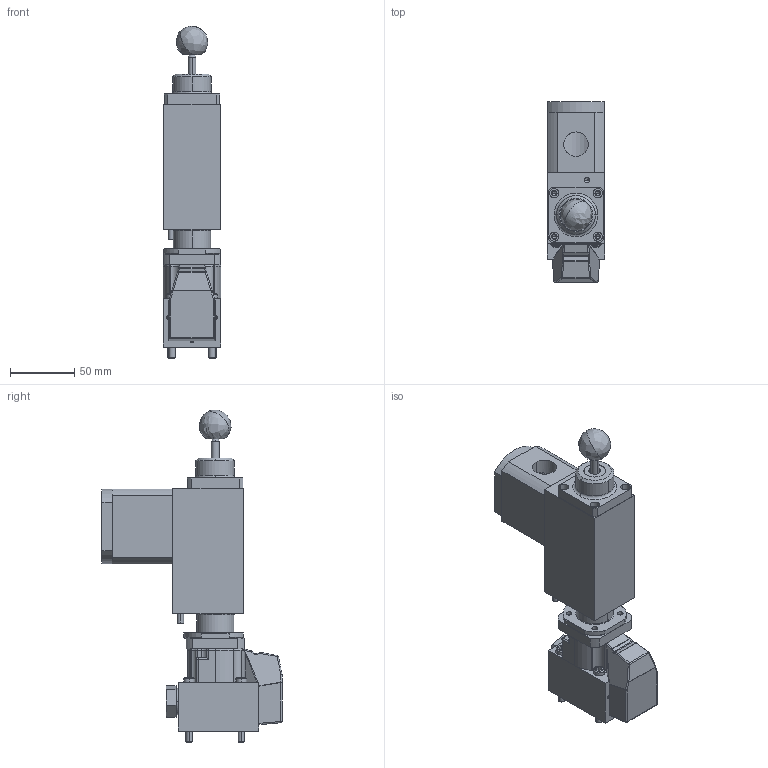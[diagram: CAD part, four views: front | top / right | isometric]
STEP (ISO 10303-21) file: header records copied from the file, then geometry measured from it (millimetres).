
FILE_DESCRIPTION (( 'STEP AP214' ), '1' );
FILE_NAME ('M3-SEW6-800800.STEP', '2016-01-20T09:37:48', ( '' ), ( '' ), 'SwSTEP 2.0', 'SolidWorks 2012', '' );
FILE_SCHEMA (( 'AUTOMOTIVE_DESIGN' ));
Length unit declared in the file: millimetre
Products named in the file (1): M3-SEW6-800800
Bounding box: 45 x 140 x 258.03 mm (x, y, z)
Volume: 467037.5 mm3; surface area: 138313.6 mm2
Topology: 16 solids, 16 shells, 826 faces, 2059 edges, 1264 vertices
Faces by surface type: cylinder 344, plane 182, cone 160, bspline 103, torus 37
Entity records: 39974 total; most frequent: CARTESIAN_POINT 11509, DIRECTION 4088, ORIENTED_EDGE 3930, EDGE_CURVE 1965, AXIS2_PLACEMENT_3D 1666, VERTEX_POINT 1264, EDGE_LOOP 979, CIRCLE 942
